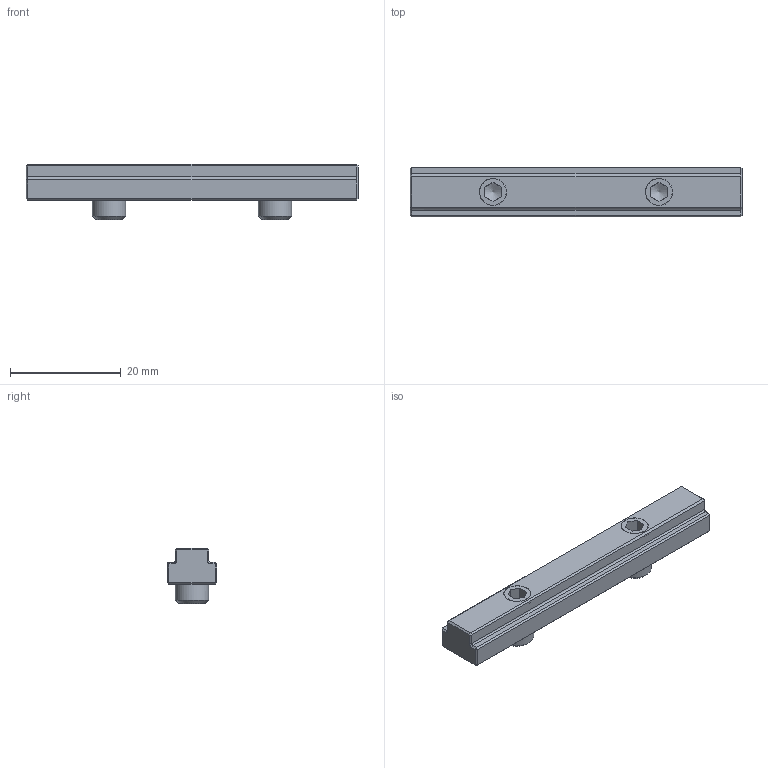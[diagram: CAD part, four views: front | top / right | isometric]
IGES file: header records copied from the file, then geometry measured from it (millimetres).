
Global section: file name: 321306; native system: Autodesk Inventor 2021; preprocessor: unknown; author: aluteckkpl_kk; date: 20221005.112816; units: millimetre
Bounding box: 60 x 9 x 10 mm (x, y, z)
Volume: 3306.2 mm3; surface area: 2546.5 mm2
Topology: 3 solids, 3 shells, 73 faces, 161 edges, 94 vertices
Faces by surface type: bspline 73
